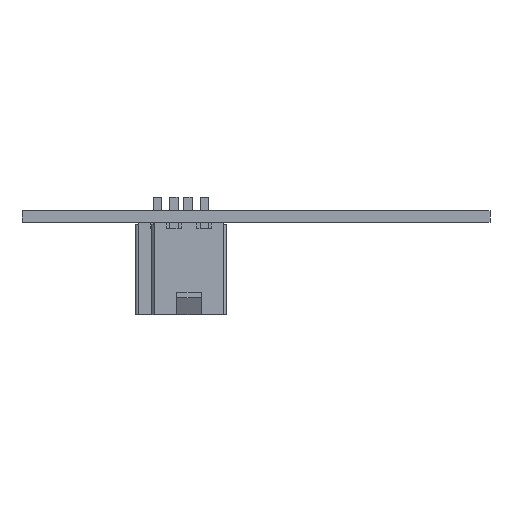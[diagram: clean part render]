
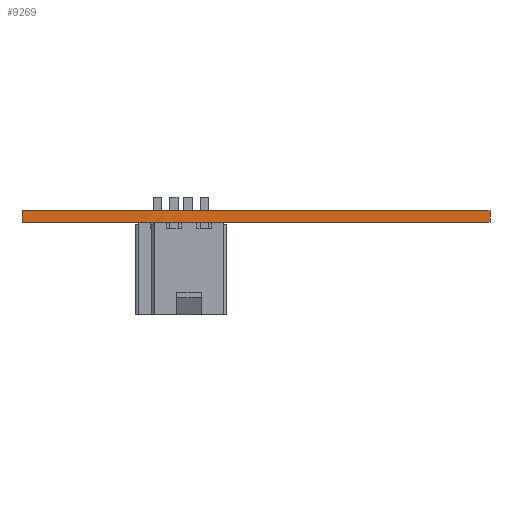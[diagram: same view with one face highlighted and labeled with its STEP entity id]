
A CAD part, front view. The second image highlights one B-rep face of the part: STEP entity #9269.
In plain terms, the highlighted planar face has unit normal (0, -1, 0).
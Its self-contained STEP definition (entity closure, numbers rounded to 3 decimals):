
#9153 = EDGE_CURVE('',#9154,#9156,#9158,.T.);
#9154 = VERTEX_POINT('',#9155);
#9155 = CARTESIAN_POINT('',(127.457,-127.381,0.));
#9156 = VERTEX_POINT('',#9157);
#9157 = CARTESIAN_POINT('',(127.457,-127.381,1.6));
#9158 = SURFACE_CURVE('',#9159,(#9163,#9175),.PCURVE_S1.);
#9159 = LINE('',#9160,#9161);
#9160 = CARTESIAN_POINT('',(127.457,-127.381,0.));
#9161 = VECTOR('',#9162,1.);
#9162 = DIRECTION('',(0.,0.,1.));
#9163 = PCURVE('',#9164,#9169);
#9164 = PLANE('',#9165);
#9165 = AXIS2_PLACEMENT_3D('',#9166,#9167,#9168);
#9166 = CARTESIAN_POINT('',(127.457,-127.381,0.));
#9167 = DIRECTION('',(-1.,0.,0.));
#9168 = DIRECTION('',(0.,1.,0.));
#9169 = DEFINITIONAL_REPRESENTATION('',(#9170),#9174);
#9170 = LINE('',#9171,#9172);
#9171 = CARTESIAN_POINT('',(0.,0.));
#9172 = VECTOR('',#9173,1.);
#9173 = DIRECTION('',(0.,-1.));
#9174 = ( GEOMETRIC_REPRESENTATION_CONTEXT(2) 
PARAMETRIC_REPRESENTATION_CONTEXT() REPRESENTATION_CONTEXT('2D SPACE',''
  ) );
#9175 = PCURVE('',#9176,#9181);
#9176 = PLANE('',#9177);
#9177 = AXIS2_PLACEMENT_3D('',#9178,#9179,#9180);
#9178 = CARTESIAN_POINT('',(62.37,-127.381,0.));
#9179 = DIRECTION('',(0.,1.,0.));
#9180 = DIRECTION('',(1.,0.,0.));
#9181 = DEFINITIONAL_REPRESENTATION('',(#9182),#9186);
#9182 = LINE('',#9183,#9184);
#9183 = CARTESIAN_POINT('',(65.088,0.));
#9184 = VECTOR('',#9185,1.);
#9185 = DIRECTION('',(0.,-1.));
#9186 = ( GEOMETRIC_REPRESENTATION_CONTEXT(2) 
PARAMETRIC_REPRESENTATION_CONTEXT() REPRESENTATION_CONTEXT('2D SPACE',''
  ) );
#9204 = PLANE('',#9205);
#9205 = AXIS2_PLACEMENT_3D('',#9206,#9207,#9208);
#9206 = CARTESIAN_POINT('',(96.244,-84.67,1.6));
#9207 = DIRECTION('',(0.,0.,1.));
#9208 = DIRECTION('',(1.,0.,-0.));
#9258 = PLANE('',#9259);
#9259 = AXIS2_PLACEMENT_3D('',#9260,#9261,#9262);
#9260 = CARTESIAN_POINT('',(96.244,-84.67,0.));
#9261 = DIRECTION('',(0.,0.,1.));
#9262 = DIRECTION('',(1.,0.,-0.));
#9269 = ADVANCED_FACE('',(#9270),#9176,.F.);
#9270 = FACE_BOUND('',#9271,.F.);
#9271 = EDGE_LOOP('',(#9272,#9302,#9323,#9324));
#9272 = ORIENTED_EDGE('',*,*,#9273,.T.);
#9273 = EDGE_CURVE('',#9274,#9276,#9278,.T.);
#9274 = VERTEX_POINT('',#9275);
#9275 = CARTESIAN_POINT('',(62.37,-127.381,0.));
#9276 = VERTEX_POINT('',#9277);
#9277 = CARTESIAN_POINT('',(62.37,-127.381,1.6));
#9278 = SURFACE_CURVE('',#9279,(#9283,#9290),.PCURVE_S1.);
#9279 = LINE('',#9280,#9281);
#9280 = CARTESIAN_POINT('',(62.37,-127.381,0.));
#9281 = VECTOR('',#9282,1.);
#9282 = DIRECTION('',(0.,0.,1.));
#9283 = PCURVE('',#9176,#9284);
#9284 = DEFINITIONAL_REPRESENTATION('',(#9285),#9289);
#9285 = LINE('',#9286,#9287);
#9286 = CARTESIAN_POINT('',(0.,0.));
#9287 = VECTOR('',#9288,1.);
#9288 = DIRECTION('',(0.,-1.));
#9289 = ( GEOMETRIC_REPRESENTATION_CONTEXT(2) 
PARAMETRIC_REPRESENTATION_CONTEXT() REPRESENTATION_CONTEXT('2D SPACE',''
  ) );
#9290 = PCURVE('',#9291,#9296);
#9291 = PLANE('',#9292);
#9292 = AXIS2_PLACEMENT_3D('',#9293,#9294,#9295);
#9293 = CARTESIAN_POINT('',(62.37,-55.944,0.));
#9294 = DIRECTION('',(1.,0.,-0.));
#9295 = DIRECTION('',(0.,-1.,0.));
#9296 = DEFINITIONAL_REPRESENTATION('',(#9297),#9301);
#9297 = LINE('',#9298,#9299);
#9298 = CARTESIAN_POINT('',(71.438,0.));
#9299 = VECTOR('',#9300,1.);
#9300 = DIRECTION('',(0.,-1.));
#9301 = ( GEOMETRIC_REPRESENTATION_CONTEXT(2) 
PARAMETRIC_REPRESENTATION_CONTEXT() REPRESENTATION_CONTEXT('2D SPACE',''
  ) );
#9302 = ORIENTED_EDGE('',*,*,#9303,.T.);
#9303 = EDGE_CURVE('',#9276,#9156,#9304,.T.);
#9304 = SURFACE_CURVE('',#9305,(#9309,#9316),.PCURVE_S1.);
#9305 = LINE('',#9306,#9307);
#9306 = CARTESIAN_POINT('',(62.37,-127.381,1.6));
#9307 = VECTOR('',#9308,1.);
#9308 = DIRECTION('',(1.,0.,0.));
#9309 = PCURVE('',#9176,#9310);
#9310 = DEFINITIONAL_REPRESENTATION('',(#9311),#9315);
#9311 = LINE('',#9312,#9313);
#9312 = CARTESIAN_POINT('',(0.,-1.6));
#9313 = VECTOR('',#9314,1.);
#9314 = DIRECTION('',(1.,0.));
#9315 = ( GEOMETRIC_REPRESENTATION_CONTEXT(2) 
PARAMETRIC_REPRESENTATION_CONTEXT() REPRESENTATION_CONTEXT('2D SPACE',''
  ) );
#9316 = PCURVE('',#9204,#9317);
#9317 = DEFINITIONAL_REPRESENTATION('',(#9318),#9322);
#9318 = LINE('',#9319,#9320);
#9319 = CARTESIAN_POINT('',(-33.874,-42.711));
#9320 = VECTOR('',#9321,1.);
#9321 = DIRECTION('',(1.,0.));
#9322 = ( GEOMETRIC_REPRESENTATION_CONTEXT(2) 
PARAMETRIC_REPRESENTATION_CONTEXT() REPRESENTATION_CONTEXT('2D SPACE',''
  ) );
#9323 = ORIENTED_EDGE('',*,*,#9153,.F.);
#9324 = ORIENTED_EDGE('',*,*,#9325,.F.);
#9325 = EDGE_CURVE('',#9274,#9154,#9326,.T.);
#9326 = SURFACE_CURVE('',#9327,(#9331,#9338),.PCURVE_S1.);
#9327 = LINE('',#9328,#9329);
#9328 = CARTESIAN_POINT('',(62.37,-127.381,0.));
#9329 = VECTOR('',#9330,1.);
#9330 = DIRECTION('',(1.,0.,0.));
#9331 = PCURVE('',#9176,#9332);
#9332 = DEFINITIONAL_REPRESENTATION('',(#9333),#9337);
#9333 = LINE('',#9334,#9335);
#9334 = CARTESIAN_POINT('',(0.,0.));
#9335 = VECTOR('',#9336,1.);
#9336 = DIRECTION('',(1.,0.));
#9337 = ( GEOMETRIC_REPRESENTATION_CONTEXT(2) 
PARAMETRIC_REPRESENTATION_CONTEXT() REPRESENTATION_CONTEXT('2D SPACE',''
  ) );
#9338 = PCURVE('',#9258,#9339);
#9339 = DEFINITIONAL_REPRESENTATION('',(#9340),#9344);
#9340 = LINE('',#9341,#9342);
#9341 = CARTESIAN_POINT('',(-33.874,-42.711));
#9342 = VECTOR('',#9343,1.);
#9343 = DIRECTION('',(1.,0.));
#9344 = ( GEOMETRIC_REPRESENTATION_CONTEXT(2) 
PARAMETRIC_REPRESENTATION_CONTEXT() REPRESENTATION_CONTEXT('2D SPACE',''
  ) );
